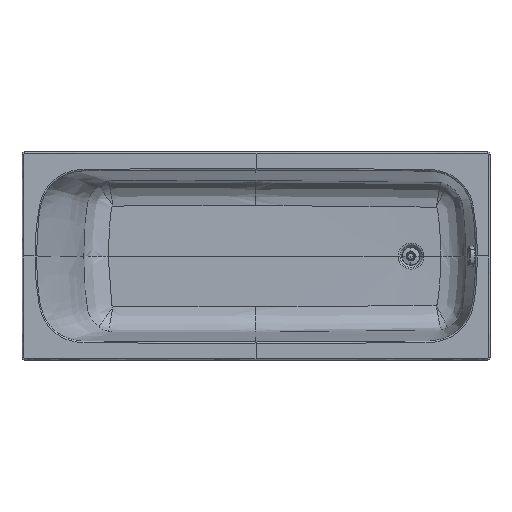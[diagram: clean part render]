
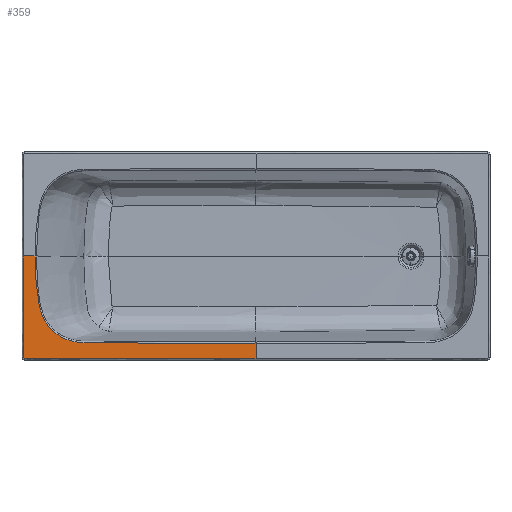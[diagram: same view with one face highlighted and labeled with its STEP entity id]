
A CAD part, top view. The second image highlights one B-rep face of the part: STEP entity #359.
In plain terms, the highlighted planar face has unit normal (0, 0, 1).
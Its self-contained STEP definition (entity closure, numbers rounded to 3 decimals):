
#359=ADVANCED_FACE('',(#768),#6203,.T.);
#768=FACE_OUTER_BOUND('',#1176,.T.);
#1176=EDGE_LOOP('',(#2940,#2941,#2942,#2943,#2944,#2945));
#2940=ORIENTED_EDGE('',*,*,#4093,.T.);
#2941=ORIENTED_EDGE('',*,*,#4071,.F.);
#2942=ORIENTED_EDGE('',*,*,#4055,.F.);
#2943=ORIENTED_EDGE('',*,*,#4058,.F.);
#2944=ORIENTED_EDGE('',*,*,#4094,.T.);
#2945=ORIENTED_EDGE('',*,*,#4095,.T.);
#4055=EDGE_CURVE('',#5725,#5724,#4610,.T.);
#4058=EDGE_CURVE('',#5727,#5725,#5091,.T.);
#4071=EDGE_CURVE('',#5724,#5735,#5096,.T.);
#4093=EDGE_CURVE('',#5748,#5735,#5106,.T.);
#4094=EDGE_CURVE('',#5727,#5749,#5107,.T.);
#4095=EDGE_CURVE('',#5749,#5748,#5108,.T.);
#4610=(
BOUNDED_CURVE()
B_SPLINE_CURVE(2,(#71678,#71679,#71680),.UNSPECIFIED.,.F.,.F.)
B_SPLINE_CURVE_WITH_KNOTS((3,3),(-7.854,0.),.UNSPECIFIED.)
CURVE()
GEOMETRIC_REPRESENTATION_ITEM()
RATIONAL_B_SPLINE_CURVE((1.,0.707,1.))
REPRESENTATION_ITEM('')
);
#5091=B_SPLINE_CURVE_WITH_KNOTS('',1,(#71686,#71687),.UNSPECIFIED.,.F.,
 .F.,(2,2),(-890.,0.),.UNSPECIFIED.);
#5096=B_SPLINE_CURVE_WITH_KNOTS('',1,(#71720,#71721),.UNSPECIFIED.,.F.,
 .F.,(2,2),(-390.,0.),.UNSPECIFIED.);
#5106=B_SPLINE_CURVE_WITH_KNOTS('',1,(#71776,#71777),.UNSPECIFIED.,.F.,
 .F.,(2,2),(0.,45.104),.UNSPECIFIED.);
#5107=B_SPLINE_CURVE_WITH_KNOTS('',1,(#71778,#71779),.UNSPECIFIED.,.F.,
 .F.,(2,2),(-59.649,0.),.UNSPECIFIED.);
#5108=B_SPLINE_CURVE_WITH_KNOTS('',5,(#71780,#71781,#71782,#71783,#71784,
#71785,#71786,#71787,#71788,#71789,#71790,#71791,#71792,#71793,#71794,#71795,
#71796,#71797,#71798,#71799,#71800,#71801,#71802,#71803,#71804,#71805,#71806,
#71807,#71808,#71809,#71810,#71811,#71812,#71813,#71814,#71815,#71816,#71817,
#71818,#71819,#71820,#71821,#71822,#71823,#71824,#71825,#71826,#71827,#71828,
#71829,#71830,#71831,#71832,#71833,#71834,#71835,#71836,#71837,#71838,#71839,
#71840,#71841,#71842,#71843,#71844,#71845,#71846,#71847,#71848),
 .UNSPECIFIED.,.F.,.F.,(6,3,3,3,3,3,3,3,3,3,3,3,3,3,3,3,3,3,3,3,3,3,6),
(-1658.988,-1622.403,-877.982,-849.768,-846.952,
-842.25,-817.355,-803.587,-790.751,-766.513,
-754.813,-743.289,-720.618,-698.328,-646.594,
-609.287,-562.688,-537.313,-518.825,-481.52,
-466.143,-461.091,-266.424),.UNSPECIFIED.);
#5724=VERTEX_POINT('',#71444);
#5725=VERTEX_POINT('',#71445);
#5727=VERTEX_POINT('',#71447);
#5735=VERTEX_POINT('',#71455);
#5748=VERTEX_POINT('',#71468);
#5749=VERTEX_POINT('',#71469);
#6203=PLANE('',#6322);
#6322=AXIS2_PLACEMENT_3D('',#19375,#6424,$);
#6424=DIRECTION('',(0.,0.,1.));
#19375=CARTESIAN_POINT('',(92.584,39.541,600.));
#71444=CARTESIAN_POINT('',(-895.,-390.,600.));
#71445=CARTESIAN_POINT('',(-890.,-395.,600.));
#71447=CARTESIAN_POINT('',(0.,-395.,600.));
#71455=CARTESIAN_POINT('',(-895.,0.,600.));
#71468=CARTESIAN_POINT('',(-849.896,0.,600.));
#71469=CARTESIAN_POINT('',(0.,-335.351,600.));
#71678=CARTESIAN_POINT('',(-890.,-395.,600.));
#71679=CARTESIAN_POINT('',(-895.,-395.,600.));
#71680=CARTESIAN_POINT('',(-895.,-390.,600.));
#71686=CARTESIAN_POINT('',(0.,-395.,600.));
#71687=CARTESIAN_POINT('',(-890.,-395.,600.));
#71720=CARTESIAN_POINT('',(-895.,-390.,600.));
#71721=CARTESIAN_POINT('',(-895.,0.,600.));
#71776=CARTESIAN_POINT('',(-849.896,0.,600.));
#71777=CARTESIAN_POINT('',(-895.,0.,600.));
#71778=CARTESIAN_POINT('',(0.,-395.,600.));
#71779=CARTESIAN_POINT('',(0.,-335.351,600.));
#71780=CARTESIAN_POINT('',(0.,-335.351,600.));
#71781=CARTESIAN_POINT('',(-5.572,-335.351,600.));
#71782=CARTESIAN_POINT('',(-11.159,-335.351,600.));
#71783=CARTESIAN_POINT('',(-16.806,-335.351,600.));
#71784=CARTESIAN_POINT('',(-139.303,-335.339,600.));
#71785=CARTESIAN_POINT('',(-261.799,-335.203,600.));
#71786=CARTESIAN_POINT('',(-378.556,-334.96,600.));
#71787=CARTESIAN_POINT('',(-499.738,-334.591,600.));
#71788=CARTESIAN_POINT('',(-620.919,-334.099,600.));
#71789=CARTESIAN_POINT('',(-625.344,-334.081,600.));
#71790=CARTESIAN_POINT('',(-630.211,-334.061,600.));
#71791=CARTESIAN_POINT('',(-635.078,-334.041,600.));
#71792=CARTESIAN_POINT('',(-637.,-334.033,600.));
#71793=CARTESIAN_POINT('',(-638.179,-334.028,600.));
#71794=CARTESIAN_POINT('',(-639.358,-334.023,600.));
#71795=CARTESIAN_POINT('',(-640.096,-334.02,600.));
#71796=CARTESIAN_POINT('',(-644.743,-333.997,600.));
#71797=CARTESIAN_POINT('',(-649.4,-333.96,600.));
#71798=CARTESIAN_POINT('',(-653.319,-333.9,600.));
#71799=CARTESIAN_POINT('',(-659.415,-333.741,600.));
#71800=CARTESIAN_POINT('',(-665.515,-333.456,600.));
#71801=CARTESIAN_POINT('',(-667.691,-333.336,600.));
#71802=CARTESIAN_POINT('',(-671.889,-333.067,600.));
#71803=CARTESIAN_POINT('',(-676.085,-332.716,600.));
#71804=CARTESIAN_POINT('',(-678.11,-332.527,600.));
#71805=CARTESIAN_POINT('',(-683.951,-331.918,600.));
#71806=CARTESIAN_POINT('',(-689.777,-331.121,600.));
#71807=CARTESIAN_POINT('',(-693.571,-330.513,600.));
#71808=CARTESIAN_POINT('',(-699.182,-329.474,600.));
#71809=CARTESIAN_POINT('',(-704.753,-328.228,600.));
#71810=CARTESIAN_POINT('',(-706.562,-327.799,600.));
#71811=CARTESIAN_POINT('',(-710.142,-326.904,600.));
#71812=CARTESIAN_POINT('',(-713.699,-325.919,600.));
#71813=CARTESIAN_POINT('',(-715.458,-325.408,600.));
#71814=CARTESIAN_POINT('',(-720.659,-323.824,600.));
#71815=CARTESIAN_POINT('',(-725.797,-322.041,600.));
#71816=CARTESIAN_POINT('',(-729.174,-320.77,600.));
#71817=CARTESIAN_POINT('',(-735.801,-318.074,600.));
#71818=CARTESIAN_POINT('',(-742.279,-315.031,600.));
#71819=CARTESIAN_POINT('',(-745.452,-313.437,600.));
#71820=CARTESIAN_POINT('',(-755.837,-307.862,600.));
#71821=CARTESIAN_POINT('',(-765.699,-301.366,600.));
#71822=CARTESIAN_POINT('',(-772.291,-296.391,600.));
#71823=CARTESIAN_POINT('',(-783.062,-287.128,600.));
#71824=CARTESIAN_POINT('',(-792.752,-276.763,600.));
#71825=CARTESIAN_POINT('',(-796.611,-272.24,600.));
#71826=CARTESIAN_POINT('',(-804.816,-261.69,600.));
#71827=CARTESIAN_POINT('',(-811.926,-250.374,600.));
#71828=CARTESIAN_POINT('',(-815.524,-243.884,600.));
#71829=CARTESIAN_POINT('',(-820.539,-233.596,600.));
#71830=CARTESIAN_POINT('',(-824.748,-222.976,600.));
#71831=CARTESIAN_POINT('',(-826.134,-219.199,600.));
#71832=CARTESIAN_POINT('',(-828.367,-212.614,600.));
#71833=CARTESIAN_POINT('',(-830.333,-205.95,600.));
#71834=CARTESIAN_POINT('',(-831.116,-203.128,600.));
#71835=CARTESIAN_POINT('',(-833.345,-194.583,600.));
#71836=CARTESIAN_POINT('',(-835.193,-185.956,600.));
#71837=CARTESIAN_POINT('',(-836.277,-180.161,600.));
#71838=CARTESIAN_POINT('',(-837.631,-171.96,600.));
#71839=CARTESIAN_POINT('',(-838.804,-163.747,600.));
#71840=CARTESIAN_POINT('',(-839.134,-161.349,600.));
#71841=CARTESIAN_POINT('',(-839.558,-158.163,600.));
#71842=CARTESIAN_POINT('',(-839.969,-154.979,600.));
#71843=CARTESIAN_POINT('',(-840.077,-154.134,600.));
#71844=CARTESIAN_POINT('',(-844.043,-122.998,600.));
#71845=CARTESIAN_POINT('',(-847.005,-91.736,600.));
#71846=CARTESIAN_POINT('',(-848.932,-61.186,600.));
#71847=CARTESIAN_POINT('',(-849.895,-30.593,600.));
#71848=CARTESIAN_POINT('',(-849.896,0.,600.));
